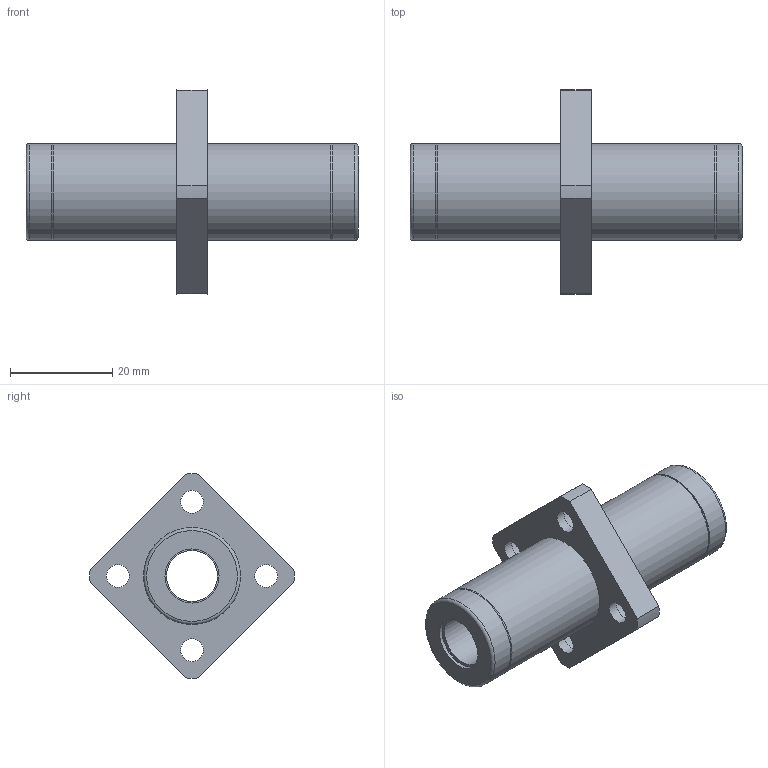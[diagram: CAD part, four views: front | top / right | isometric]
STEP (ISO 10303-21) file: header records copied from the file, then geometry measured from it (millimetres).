
FILE_DESCRIPTION(/* description */ ('STEP AP203'),/* implementation_level */ '2;1');
FILE_NAME(/* name */ 'LMKM10LUU-MX',/* time_stamp */ '2022-08-25T04:36:09+02:00',/* author */ ('License CC BY-ND 4.0'),/* organization */ ('CADENAS'),/* preprocessor_version */ 'ST-DEVELOPER v18.102',/* originating_system */ 'PARTsolutions',/* authorisation */ ' ');
FILE_SCHEMA (('CONFIG_CONTROL_DESIGN'));
Length unit declared in the file: millimetre
Products named in the file (1): LMKM10LUU-MX
Bounding box: 65 x 39.99 x 39.99 mm (x, y, z)
Volume: 16102.7 mm3; surface area: 8326.8 mm2
Topology: 1 solids, 1 shells, 43 faces, 83 edges, 54 vertices
Faces by surface type: cylinder 21, plane 18, torus 4
Full cylindrical faces by diameter (mm): 4.5 x4, 7.5 x4, 10 x1, 10.6 x2, 11.2 x2, 19 x4
Entity records: 1056 total; most frequent: DIRECTION 196, CARTESIAN_POINT 160, ORIENTED_EDGE 124, AXIS2_PLACEMENT_3D 90, EDGE_LOOP 86, FACE_BOUND 86, EDGE_CURVE 62, VERTEX_POINT 54
